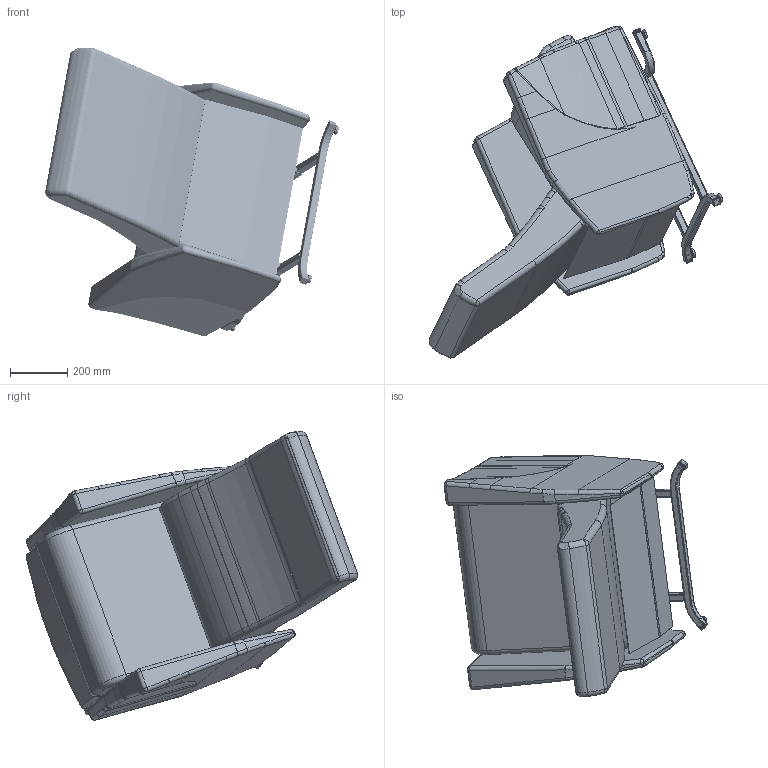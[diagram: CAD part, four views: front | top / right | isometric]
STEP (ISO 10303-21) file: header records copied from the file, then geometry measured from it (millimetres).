
FILE_DESCRIPTION(/* description */ (''),/* implementation_level */ '2;1');
FILE_NAME(/* name */ 'K8P04.stp',/* time_stamp */ '2018-06-11T16:19:36-04:00',/* author */ ('emehringer'),/* organization */ (''),/* preprocessor_version */ 'ST-DEVELOPER v16.13',/* originating_system */ 'Autodesk Inventor 2018',/* authorisation */ '');
FILE_SCHEMA (('AUTOMOTIVE_DESIGN { 1 0 10303 214 3 1 1 }'));
Products named in the file (8): K8P04; K9004 ARMS; K9004 SF; K9004 ARMS_MIR; K9004-70; LIFT BASE 10; E3010 UBACK FLAP; UBACK R1304A
Assembly tree (7 placements, depth 2):
  K8P04
    K9004 ARMS
    K9004 SF
    K9004 ARMS_MIR
    K9004-70
    LIFT BASE 10
    E3010 UBACK FLAP
    UBACK R1304A
Bounding box: 1024.19 x 1158.55 x 1007.22 mm (x, y, z)
Volume: 154839809.7 mm3; surface area: 5348643.1 mm2
Topology: 12 solids, 59 shells, 3902 faces, 10247 edges, 6546 vertices
Faces by surface type: plane 1487, cylinder 1159, bspline 720, cone 288, torus 196, sphere 52
Full cylindrical faces by diameter (mm): 5.08 x12, 6.528 x8, 7.137 x4, 7.925 x2, 7.937 x4, 9.561 x2, 9.804 x2, 9.906 x8, 10.033 x2, 10.109 x12, 10.871 x12, 12.395 x12, 12.649 x12, 12.7 x12, 13.462 x14, 13.579 x12, 15.875 x12, 18.288 x4, 22.225 x12, 22.479 x12, 24.181 x4, 25.4 x14
Entity records: 275012 total; most frequent: CARTESIAN_POINT 182218, ORIENTED_EDGE 19556, DIRECTION 17997, EDGE_CURVE 9778, AXIS2_PLACEMENT_3D 7196, VERTEX_POINT 6447, EDGE_LOOP 4629, FACE_OUTER_BOUND 3902
